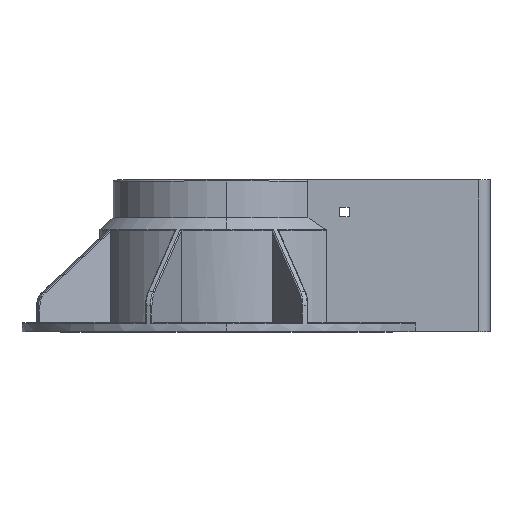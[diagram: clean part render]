
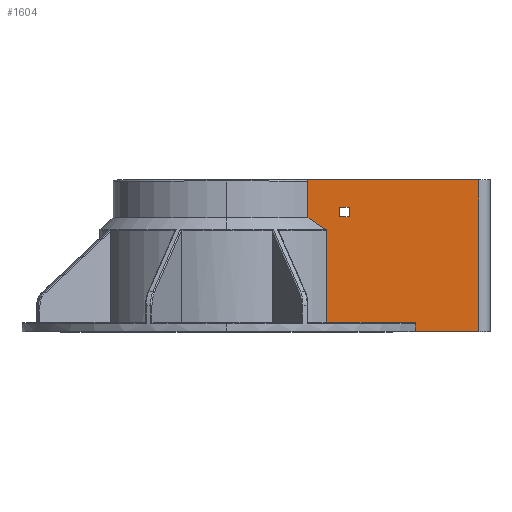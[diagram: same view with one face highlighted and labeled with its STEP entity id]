
A CAD part, top view. The second image highlights one B-rep face of the part: STEP entity #1604.
In plain terms, the highlighted planar face has unit normal (0, 0, 1).
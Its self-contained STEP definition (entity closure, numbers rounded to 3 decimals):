
#98 = ORIENTED_EDGE ( 'NONE', *, *, #9098, .T. ) ;
#108 = CARTESIAN_POINT ( 'NONE',  ( 35.707, 50., 35. ) ) ;
#141 = CARTESIAN_POINT ( 'NONE',  ( 53.807, 237.243, 35. ) ) ;
#205 = AXIS2_PLACEMENT_3D ( 'NONE', #2230, #721, #1430 ) ;
#208 = DIRECTION ( 'NONE',  ( 0., 1., 0. ) ) ;
#286 = EDGE_CURVE ( 'NONE', #3853, #5884, #8828, .T. ) ;
#293 = EDGE_CURVE ( 'NONE', #2332, #4938, #4480, .T. ) ;
#304 = CARTESIAN_POINT ( 'NONE',  ( 82.916, 3.5, 35. ) ) ;
#335 = DIRECTION ( 'NONE',  ( -1., 0., 0. ) ) ;
#468 = LINE ( 'NONE', #3347, #3804 ) ;
#579 = EDGE_CURVE ( 'NONE', #6458, #7402, #5074, .T. ) ;
#587 = CARTESIAN_POINT ( 'NONE',  ( 35.004, 66.7, 35. ) ) ;
#615 = VECTOR ( 'NONE', #672, 1000. ) ;
#672 = DIRECTION ( 'NONE',  ( 0., -1., 0. ) ) ;
#721 = DIRECTION ( 'NONE',  ( 0., 0., 1. ) ) ;
#856 = ORIENTED_EDGE ( 'NONE', *, *, #4593, .T. ) ;
#876 = EDGE_CURVE ( 'NONE', #5361, #3738, #8759, .T. ) ;
#920 = VERTEX_POINT ( 'NONE', #7047 ) ;
#1076 = CARTESIAN_POINT ( 'NONE',  ( 35.707, 54.7, 35. ) ) ;
#1155 = CARTESIAN_POINT ( 'NONE',  ( 110.707, 66.7, 35. ) ) ;
#1157 = CARTESIAN_POINT ( 'NONE',  ( 43.715, 44.523, 35. ) ) ;
#1233 = EDGE_CURVE ( 'NONE', #6150, #1625, #6793, .T. ) ;
#1252 = VECTOR ( 'NONE', #208, 1000. ) ;
#1335 = DIRECTION ( 'NONE',  ( 1., 0., 0. ) ) ;
#1430 = DIRECTION ( 'NONE',  ( 1., 0., 0. ) ) ;
#1443 = LINE ( 'NONE', #6993, #4682 ) ;
#1472 = FACE_OUTER_BOUND ( 'NONE', #7608, .T. ) ;
#1473 = VERTEX_POINT ( 'NONE', #5369 ) ;
#1519 = EDGE_CURVE ( 'NONE', #1473, #5884, #8493, .T. ) ;
#1604 = ADVANCED_FACE ( 'NONE', ( #8633, #1472 ), #9246, .T. ) ;
#1625 = VERTEX_POINT ( 'NONE', #8585 ) ;
#1659 = CARTESIAN_POINT ( 'NONE',  ( 43.715, 44.523, 35. ) ) ;
#1681 = VECTOR ( 'NONE', #335, 1000. ) ;
#1774 = ORIENTED_EDGE ( 'NONE', *, *, #2995, .T. ) ;
#1859 = CARTESIAN_POINT ( 'NONE',  ( 82.916, 3.5, 35. ) ) ;
#1917 = CARTESIAN_POINT ( 'NONE',  ( 49.607, 54.7, 35. ) ) ;
#1926 = CARTESIAN_POINT ( 'NONE',  ( 43.692, 44.674, 35. ) ) ;
#1931 = DIRECTION ( 'NONE',  ( 1., 0., 0. ) ) ;
#2029 = CARTESIAN_POINT ( 'NONE',  ( 43.559, 44.857, 35. ) ) ;
#2148 = ORIENTED_EDGE ( 'NONE', *, *, #1519, .T. ) ;
#2157 = CARTESIAN_POINT ( 'NONE',  ( 35.161, 66.691, 35. ) ) ;
#2230 = CARTESIAN_POINT ( 'NONE',  ( 35.707, 237.243, 35. ) ) ;
#2235 = CARTESIAN_POINT ( 'NONE',  ( 35.707, 50.5, 35. ) ) ;
#2243 = CARTESIAN_POINT ( 'NONE',  ( 35.39, 66.623, 35. ) ) ;
#2281 = CARTESIAN_POINT ( 'NONE',  ( 35.707, 50., 35. ) ) ;
#2332 = VERTEX_POINT ( 'NONE', #1917 ) ;
#2417 = VECTOR ( 'NONE', #3530, 1000. ) ;
#2432 = EDGE_CURVE ( 'NONE', #8975, #920, #5768, .T. ) ;
#2452 = VECTOR ( 'NONE', #1335, 1000. ) ;
#2520 = DIRECTION ( 'NONE',  ( 0., -1., 0. ) ) ;
#2547 = CARTESIAN_POINT ( 'NONE',  ( 82.916, 0., 35. ) ) ;
#2690 = CARTESIAN_POINT ( 'NONE',  ( 40.929, 46.649, 35. ) ) ;
#2861 = CARTESIAN_POINT ( 'NONE',  ( 35.315, 66.653, 35. ) ) ;
#2912 = CARTESIAN_POINT ( 'NONE',  ( 35.679, 66.358, 35. ) ) ;
#2944 = CARTESIAN_POINT ( 'NONE',  ( 53.807, 50.5, 35. ) ) ;
#2995 = EDGE_CURVE ( 'NONE', #1625, #3269, #3592, .T. ) ;
#3007 = DIRECTION ( 'NONE',  ( 0., -1., 0. ) ) ;
#3028 = VECTOR ( 'NONE', #7601, 1000. ) ;
#3220 = VECTOR ( 'NONE', #3007, 1000. ) ;
#3269 = VERTEX_POINT ( 'NONE', #108 ) ;
#3347 = CARTESIAN_POINT ( 'NONE',  ( 0., 4., 35. ) ) ;
#3349 = VECTOR ( 'NONE', #2520, 1000. ) ;
#3418 = CARTESIAN_POINT ( 'NONE',  ( 82.373, 4., 35. ) ) ;
#3501 = CARTESIAN_POINT ( 'NONE',  ( 35.707, 237.243, 35. ) ) ;
#3530 = DIRECTION ( 'NONE',  ( 0., -1., 0. ) ) ;
#3592 = LINE ( 'NONE', #3501, #615 ) ;
#3708 = EDGE_LOOP ( 'NONE', ( #7854, #5050, #5946, #7640 ) ) ;
#3738 = VERTEX_POINT ( 'NONE', #1659 ) ;
#3804 = VECTOR ( 'NONE', #1931, 1000. ) ;
#3845 = ORIENTED_EDGE ( 'NONE', *, *, #6520, .T. ) ;
#3853 = VERTEX_POINT ( 'NONE', #6276 ) ;
#4068 = CARTESIAN_POINT ( 'NONE',  ( 43.715, 66.7, 35. ) ) ;
#4164 = EDGE_CURVE ( 'NONE', #7402, #2332, #6775, .T. ) ;
#4217 = CARTESIAN_POINT ( 'NONE',  ( 35.707, 66.2, 35. ) ) ;
#4272 = CARTESIAN_POINT ( 'NONE',  ( 43.496, 44.899, 35. ) ) ;
#4480 = LINE ( 'NONE', #5944, #3220 ) ;
#4593 = EDGE_CURVE ( 'NONE', #3853, #920, #1443, .T. ) ;
#4675 = CARTESIAN_POINT ( 'NONE',  ( 35.004, 66.7, 35. ) ) ;
#4682 = VECTOR ( 'NONE', #8550, 1000. ) ;
#4690 = CARTESIAN_POINT ( 'NONE',  ( 38.336, 48.357, 35. ) ) ;
#4733 = LINE ( 'NONE', #1155, #3028 ) ;
#4787 = CARTESIAN_POINT ( 'NONE',  ( 43.496, 44.899, 35. ) ) ;
#4938 = VERTEX_POINT ( 'NONE', #9216 ) ;
#4966 = CARTESIAN_POINT ( 'NONE',  ( 110.707, 237.243, 35. ) ) ;
#5050 = ORIENTED_EDGE ( 'NONE', *, *, #6095, .F. ) ;
#5074 = LINE ( 'NONE', #141, #5313 ) ;
#5313 = VECTOR ( 'NONE', #7940, 1000. ) ;
#5328 = VERTEX_POINT ( 'NONE', #8495 ) ;
#5361 = VERTEX_POINT ( 'NONE', #4787 ) ;
#5369 = CARTESIAN_POINT ( 'NONE',  ( 82.373, 4., 35. ) ) ;
#5626 = ORIENTED_EDGE ( 'NONE', *, *, #6581, .F. ) ;
#5718 = CARTESIAN_POINT ( 'NONE',  ( 35.083, 66.7, 35. ) ) ;
#5768 = LINE ( 'NONE', #4966, #2417 ) ;
#5884 = VERTEX_POINT ( 'NONE', #304 ) ;
#5944 = CARTESIAN_POINT ( 'NONE',  ( 49.607, 237.243, 35. ) ) ;
#5946 = ORIENTED_EDGE ( 'NONE', *, *, #293, .F. ) ;
#6011 = EDGE_CURVE ( 'NONE', #3738, #5328, #8451, .T. ) ;
#6095 = EDGE_CURVE ( 'NONE', #4938, #6458, #7959, .T. ) ;
#6150 = VERTEX_POINT ( 'NONE', #587 ) ;
#6231 = CARTESIAN_POINT ( 'NONE',  ( 82.916, 3.638, 35. ) ) ;
#6255 = CARTESIAN_POINT ( 'NONE',  ( 43.496, 44.899, 35. ) ) ;
#6276 = CARTESIAN_POINT ( 'NONE',  ( 82.916, 0., 35. ) ) ;
#6458 = VERTEX_POINT ( 'NONE', #2944 ) ;
#6477 = ORIENTED_EDGE ( 'NONE', *, *, #1233, .T. ) ;
#6520 = EDGE_CURVE ( 'NONE', #5328, #1473, #468, .T. ) ;
#6534 = ORIENTED_EDGE ( 'NONE', *, *, #876, .T. ) ;
#6581 = EDGE_CURVE ( 'NONE', #5361, #3269, #6653, .T. ) ;
#6587 = CARTESIAN_POINT ( 'NONE',  ( 110.707, 66.7, 35. ) ) ;
#6653 = B_SPLINE_CURVE_WITH_KNOTS ( 'NONE', 3,
 ( #4272, #2690, #4690, #2281 ),
 .UNSPECIFIED., .F., .F.,
 ( 4, 4 ),
 ( 0.049, 0.059 ),
 .UNSPECIFIED. ) ;
#6751 = ORIENTED_EDGE ( 'NONE', *, *, #6011, .T. ) ;
#6775 = LINE ( 'NONE', #1076, #1681 ) ;
#6793 = B_SPLINE_CURVE_WITH_KNOTS ( 'NONE', 3,
 ( #4675, #5718, #2157, #2861, #2243, #9303, #7968, #2912, #8599, #4217 ),
 .UNSPECIFIED., .F., .F.,
 ( 4, 2, 2, 2, 4 ),
 ( 0., 0., 0., 0.001, 0.001 ),
 .UNSPECIFIED. ) ;
#6834 = CARTESIAN_POINT ( 'NONE',  ( 53.807, 54.7, 35. ) ) ;
#6928 = CARTESIAN_POINT ( 'NONE',  ( 82.646, 3.952, 35. ) ) ;
#6993 = CARTESIAN_POINT ( 'NONE',  ( 110.707, 0., 35. ) ) ;
#7047 = CARTESIAN_POINT ( 'NONE',  ( 110.707, 0., 35. ) ) ;
#7402 = VERTEX_POINT ( 'NONE', #6834 ) ;
#7534 = CARTESIAN_POINT ( 'NONE',  ( 82.851, 3.77, 35. ) ) ;
#7584 = ORIENTED_EDGE ( 'NONE', *, *, #286, .F. ) ;
#7601 = DIRECTION ( 'NONE',  ( -1., 0., 0. ) ) ;
#7608 = EDGE_LOOP ( 'NONE', ( #98, #6477, #1774, #5626, #6534, #6751, #3845, #2148, #7584, #856, #8001 ) ) ;
#7624 = CARTESIAN_POINT ( 'NONE',  ( 82.51, 4., 35. ) ) ;
#7640 = ORIENTED_EDGE ( 'NONE', *, *, #4164, .F. ) ;
#7854 = ORIENTED_EDGE ( 'NONE', *, *, #579, .F. ) ;
#7940 = DIRECTION ( 'NONE',  ( 0., 1., 0. ) ) ;
#7959 = LINE ( 'NONE', #2235, #2452 ) ;
#7968 = CARTESIAN_POINT ( 'NONE',  ( 35.587, 66.489, 35. ) ) ;
#8001 = ORIENTED_EDGE ( 'NONE', *, *, #2432, .F. ) ;
#8451 = LINE ( 'NONE', #4068, #3349 ) ;
#8493 = B_SPLINE_CURVE_WITH_KNOTS ( 'NONE', 3,
 ( #3418, #7624, #6928, #7534, #6231, #1859 ),
 .UNSPECIFIED., .F., .F.,
 ( 4, 2, 4 ),
 ( 0., 0., 0.001 ),
 .UNSPECIFIED. ) ;
#8495 = CARTESIAN_POINT ( 'NONE',  ( 43.715, 4., 35. ) ) ;
#8550 = DIRECTION ( 'NONE',  ( 1., 0., 0. ) ) ;
#8585 = CARTESIAN_POINT ( 'NONE',  ( 35.707, 66.2, 35. ) ) ;
#8599 = CARTESIAN_POINT ( 'NONE',  ( 35.707, 66.28, 35. ) ) ;
#8633 = FACE_BOUND ( 'NONE', #3708, .T. ) ;
#8759 = B_SPLINE_CURVE_WITH_KNOTS ( 'NONE', 3,
 ( #6255, #2029, #9075, #1926, #9123, #1157 ),
 .UNSPECIFIED., .F., .F.,
 ( 4, 2, 4 ),
 ( 0., 0., 0. ),
 .UNSPECIFIED. ) ;
#8828 = LINE ( 'NONE', #2547, #1252 ) ;
#8975 = VERTEX_POINT ( 'NONE', #6587 ) ;
#9075 = CARTESIAN_POINT ( 'NONE',  ( 43.613, 44.802, 35. ) ) ;
#9098 = EDGE_CURVE ( 'NONE', #8975, #6150, #4733, .T. ) ;
#9123 = CARTESIAN_POINT ( 'NONE',  ( 43.715, 44.599, 35. ) ) ;
#9216 = CARTESIAN_POINT ( 'NONE',  ( 49.607, 50.5, 35. ) ) ;
#9246 = PLANE ( 'NONE',  #205 ) ;
#9303 = CARTESIAN_POINT ( 'NONE',  ( 35.525, 66.542, 35. ) ) ;
